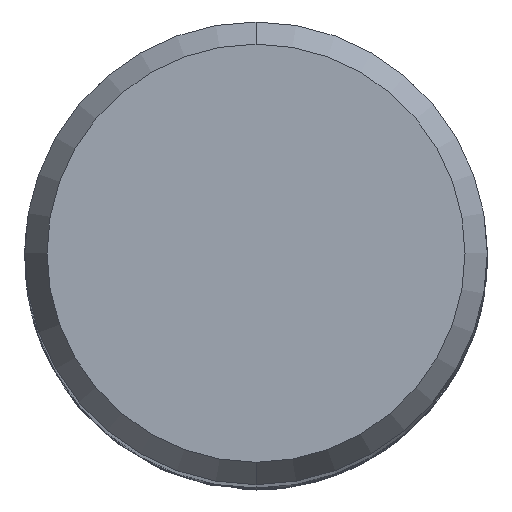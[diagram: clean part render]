
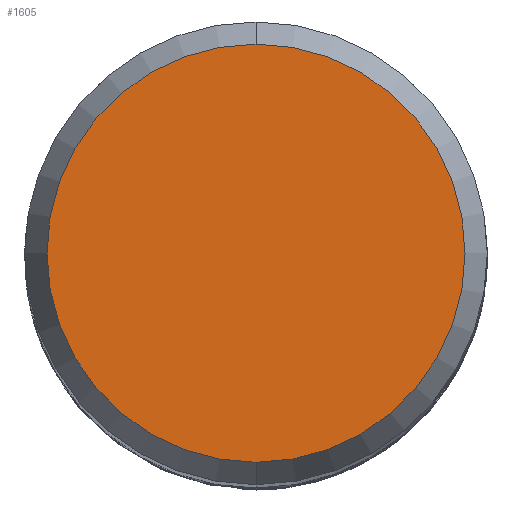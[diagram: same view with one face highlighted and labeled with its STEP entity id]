
A CAD part, top view. The second image highlights one B-rep face of the part: STEP entity #1605.
In plain terms, the highlighted planar face has unit normal (0, 0, 1).
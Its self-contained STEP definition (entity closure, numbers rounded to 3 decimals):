
#809=EDGE_CURVE('',#1293,#1429,#2227,.T.);
#1293=VERTEX_POINT('',#2756);
#1429=VERTEX_POINT('',#2907);
#1543=EDGE_CURVE('',#1429,#1293,#3033,.T.);
#1605=ADVANCED_FACE('',(#3098),#3099,.T.);
#2227=CIRCLE('',#4555,5.423);
#2756=CARTESIAN_POINT('',(0.0,5.423,0.0));
#2907=CARTESIAN_POINT('',(0.,-5.423,0.0));
#3033=CIRCLE('',#14274,5.423);
#3098=FACE_OUTER_BOUND('',#14877,.T.);
#3099=PLANE('',#14878);
#4555=AXIS2_PLACEMENT_3D('',#20852,#20853,#20854);
#14274=AXIS2_PLACEMENT_3D('',#21701,#21702,#21703);
#14877=EDGE_LOOP('',(#21747,#21748));
#14878=AXIS2_PLACEMENT_3D('',#21749,#21750,#21751);
#20852=CARTESIAN_POINT('',(0.0,0.0,0.0));
#20853=DIRECTION('',(0.0,0.0,-1.0));
#20854=DIRECTION('',(0.0,1.0,0.0));
#21701=CARTESIAN_POINT('',(0.0,0.0,0.0));
#21702=DIRECTION('',(0.0,0.0,-1.0));
#21703=DIRECTION('',(0.0,1.0,0.0));
#21747=ORIENTED_EDGE('',*,*,#809,.F.);
#21748=ORIENTED_EDGE('',*,*,#1543,.F.);
#21749=CARTESIAN_POINT('',(0.0,2.711,0.0));
#21750=DIRECTION('',(-0.0,0.0,1.0));
#21751=DIRECTION('',(0.0,-1.0,0.0));
